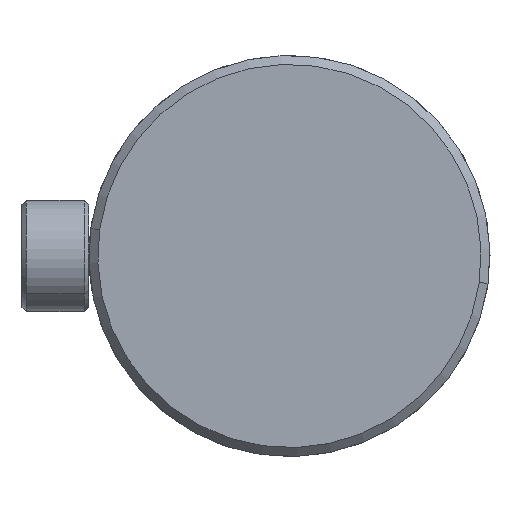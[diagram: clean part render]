
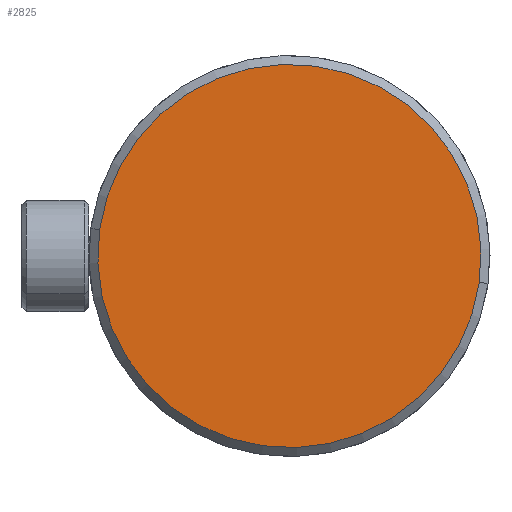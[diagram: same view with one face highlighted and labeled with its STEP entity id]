
A CAD part, left-side view. The second image highlights one B-rep face of the part: STEP entity #2825.
In plain terms, the highlighted planar face has unit normal (-1, 0, 0).
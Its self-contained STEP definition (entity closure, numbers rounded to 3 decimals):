
#125 = CARTESIAN_POINT ( 'NONE',  ( -15., -43., 0. ) ) ;
#249 = DIRECTION ( 'NONE',  ( 1., 0., 0. ) ) ;
#463 = AXIS2_PLACEMENT_3D ( 'NONE', #1889, #2098, #2134 ) ;
#476 = DIRECTION ( 'NONE',  ( 0., -1., 0. ) ) ;
#555 = VERTEX_POINT ( 'NONE', #2770 ) ;
#1083 = AXIS2_PLACEMENT_3D ( 'NONE', #1085, #1850, #476 ) ;
#1085 = CARTESIAN_POINT ( 'NONE',  ( -15., 0., 0. ) ) ;
#1123 = FACE_OUTER_BOUND ( 'NONE', #1268, .T. ) ;
#1268 = EDGE_LOOP ( 'NONE', ( #1977, #2130 ) ) ;
#1313 = CIRCLE ( 'NONE', #463, 43. ) ;
#1850 = DIRECTION ( 'NONE',  ( -1., 0., 0. ) ) ;
#1872 = CARTESIAN_POINT ( 'NONE',  ( -15., 0., 0. ) ) ;
#1889 = CARTESIAN_POINT ( 'NONE',  ( -15., 0., 0. ) ) ;
#1977 = ORIENTED_EDGE ( 'NONE', *, *, #2034, .F. ) ;
#2034 = EDGE_CURVE ( 'NONE', #555, #2432, #1313, .T. ) ;
#2098 = DIRECTION ( 'NONE',  ( 1., 0., 0. ) ) ;
#2127 = DIRECTION ( 'NONE',  ( 0., 1., 0. ) ) ;
#2130 = ORIENTED_EDGE ( 'NONE', *, *, #3024, .F. ) ;
#2134 = DIRECTION ( 'NONE',  ( 0., 1., 0. ) ) ;
#2188 = CIRCLE ( 'NONE', #2560, 43. ) ;
#2432 = VERTEX_POINT ( 'NONE', #125 ) ;
#2560 = AXIS2_PLACEMENT_3D ( 'NONE', #1872, #249, #2127 ) ;
#2770 = CARTESIAN_POINT ( 'NONE',  ( -15., 43., 0. ) ) ;
#2825 = ADVANCED_FACE ( 'NONE', ( #1123 ), #3063, .T. ) ;
#3024 = EDGE_CURVE ( 'NONE', #2432, #555, #2188, .T. ) ;
#3063 = PLANE ( 'NONE',  #1083 ) ;
